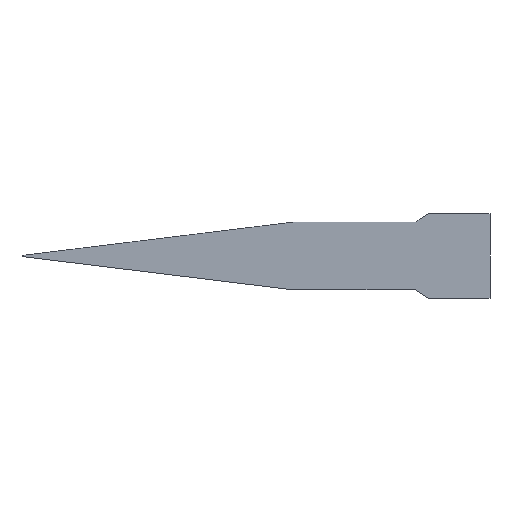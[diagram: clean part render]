
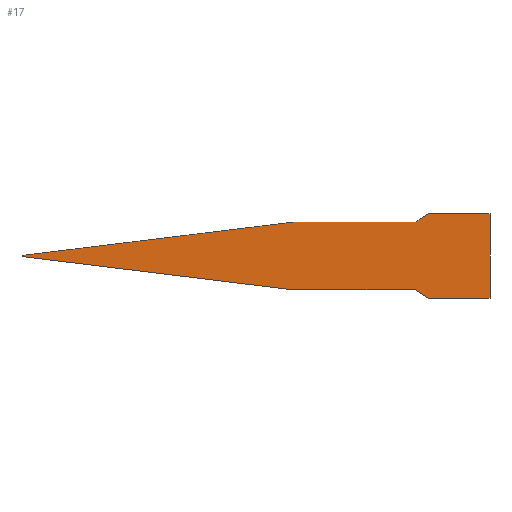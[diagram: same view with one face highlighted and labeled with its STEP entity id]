
A CAD part, top view. The second image highlights one B-rep face of the part: STEP entity #17.
In plain terms, the highlighted planar face has unit normal (0, 0, 1).
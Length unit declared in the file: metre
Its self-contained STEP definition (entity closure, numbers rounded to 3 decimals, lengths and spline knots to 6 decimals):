
#17 = ADVANCED_FACE('',(#18),#32,.T.);
#18 = FACE_BOUND('',#19,.T.);
#19 = EDGE_LOOP('',(#20,#43,#60,#77,#93,#109,#125,#141,#157,#173,#189));
#20 = ORIENTED_EDGE('',*,*,#21,.F.);
#21 = EDGE_CURVE('',#22,#24,#26,.T.);
#22 = VERTEX_POINT('',#23);
#23 = CARTESIAN_POINT('',(2.195327,2.481365,0.));
#24 = VERTEX_POINT('',#25);
#25 = CARTESIAN_POINT('',(1118.01,139.48618,0.));
#26 = SURFACE_CURVE('',#27,(#31),.PCURVE_S1.);
#27 = LINE('',#28,#29);
#28 = CARTESIAN_POINT('',(2.195327,2.481365,0.));
#29 = VECTOR('',#30,1.);
#30 = DIRECTION('',(0.993,0.122,0.));
#31 = PCURVE('',#32,#37);
#32 = PLANE('',#33);
#33 = AXIS2_PLACEMENT_3D('',#34,#35,#36);
#34 = CARTESIAN_POINT('',(0.,0.,-0.));
#35 = DIRECTION('',(0.,0.,1.));
#36 = DIRECTION('',(1.,0.,-0.));
#37 = DEFINITIONAL_REPRESENTATION('',(#38),#42);
#38 = LINE('',#39,#40);
#39 = CARTESIAN_POINT('',(2.195,2.481));
#40 = VECTOR('',#41,1.);
#41 = DIRECTION('',(0.993,0.122));
#42 = ( GEOMETRIC_REPRESENTATION_CONTEXT(2) 
PARAMETRIC_REPRESENTATION_CONTEXT() REPRESENTATION_CONTEXT('2D SPACE',''
  ) );
#43 = ORIENTED_EDGE('',*,*,#44,.T.);
#44 = EDGE_CURVE('',#22,#45,#47,.T.);
#45 = VERTEX_POINT('',#46);
#46 = CARTESIAN_POINT('',(0.,0.,0.));
#47 = SURFACE_CURVE('',#48,(#53),.PCURVE_S1.);
#48 = CIRCLE('',#49,2.5);
#49 = AXIS2_PLACEMENT_3D('',#50,#51,#52);
#50 = CARTESIAN_POINT('',(2.5,0.,0.));
#51 = DIRECTION('',(0.,0.,1.));
#52 = DIRECTION('',(1.,0.,0.));
#53 = PCURVE('',#32,#54);
#54 = DEFINITIONAL_REPRESENTATION('',(#55),#59);
#55 = CIRCLE('',#56,2.5);
#56 = AXIS2_PLACEMENT_2D('',#57,#58);
#57 = CARTESIAN_POINT('',(2.5,0.));
#58 = DIRECTION('',(1.,0.));
#59 = ( GEOMETRIC_REPRESENTATION_CONTEXT(2) 
PARAMETRIC_REPRESENTATION_CONTEXT() REPRESENTATION_CONTEXT('2D SPACE',''
  ) );
#60 = ORIENTED_EDGE('',*,*,#61,.T.);
#61 = EDGE_CURVE('',#45,#62,#64,.T.);
#62 = VERTEX_POINT('',#63);
#63 = CARTESIAN_POINT('',(2.195327,-2.481365,
    0.));
#64 = SURFACE_CURVE('',#65,(#70),.PCURVE_S1.);
#65 = CIRCLE('',#66,2.5);
#66 = AXIS2_PLACEMENT_3D('',#67,#68,#69);
#67 = CARTESIAN_POINT('',(2.5,0.,0.));
#68 = DIRECTION('',(0.,0.,1.));
#69 = DIRECTION('',(0.,-1.,0.));
#70 = PCURVE('',#32,#71);
#71 = DEFINITIONAL_REPRESENTATION('',(#72),#76);
#72 = CIRCLE('',#73,2.5);
#73 = AXIS2_PLACEMENT_2D('',#74,#75);
#74 = CARTESIAN_POINT('',(2.5,0.));
#75 = DIRECTION('',(0.,-1.));
#76 = ( GEOMETRIC_REPRESENTATION_CONTEXT(2) 
PARAMETRIC_REPRESENTATION_CONTEXT() REPRESENTATION_CONTEXT('2D SPACE',''
  ) );
#77 = ORIENTED_EDGE('',*,*,#78,.T.);
#78 = EDGE_CURVE('',#62,#79,#81,.T.);
#79 = VERTEX_POINT('',#80);
#80 = CARTESIAN_POINT('',(1118.01,-139.48618,0.
    ));
#81 = SURFACE_CURVE('',#82,(#86),.PCURVE_S1.);
#82 = LINE('',#83,#84);
#83 = CARTESIAN_POINT('',(-18.013773,0.,0.));
#84 = VECTOR('',#85,1.);
#85 = DIRECTION('',(0.993,-0.122,0.));
#86 = PCURVE('',#32,#87);
#87 = DEFINITIONAL_REPRESENTATION('',(#88),#92);
#88 = LINE('',#89,#90);
#89 = CARTESIAN_POINT('',(-18.014,0.));
#90 = VECTOR('',#91,1.);
#91 = DIRECTION('',(0.993,-0.122));
#92 = ( GEOMETRIC_REPRESENTATION_CONTEXT(2) 
PARAMETRIC_REPRESENTATION_CONTEXT() REPRESENTATION_CONTEXT('2D SPACE',''
  ) );
#93 = ORIENTED_EDGE('',*,*,#94,.T.);
#94 = EDGE_CURVE('',#79,#95,#97,.T.);
#95 = VERTEX_POINT('',#96);
#96 = CARTESIAN_POINT('',(1618.01,-139.48618,0.
    ));
#97 = SURFACE_CURVE('',#98,(#102),.PCURVE_S1.);
#98 = LINE('',#99,#100);
#99 = CARTESIAN_POINT('',(1118.01,-139.48618,0.));
#100 = VECTOR('',#101,1.);
#101 = DIRECTION('',(1.,0.,0.));
#102 = PCURVE('',#32,#103);
#103 = DEFINITIONAL_REPRESENTATION('',(#104),#108);
#104 = LINE('',#105,#106);
#105 = CARTESIAN_POINT('',(1118.01,-139.486));
#106 = VECTOR('',#107,1.);
#107 = DIRECTION('',(1.,0.));
#108 = ( GEOMETRIC_REPRESENTATION_CONTEXT(2) 
PARAMETRIC_REPRESENTATION_CONTEXT() REPRESENTATION_CONTEXT('2D SPACE',''
  ) );
#109 = ORIENTED_EDGE('',*,*,#110,.T.);
#110 = EDGE_CURVE('',#95,#111,#113,.T.);
#111 = VERTEX_POINT('',#112);
#112 = CARTESIAN_POINT('',(1671.79,-174.41132,
    0.));
#113 = SURFACE_CURVE('',#114,(#118),.PCURVE_S1.);
#114 = LINE('',#115,#116);
#115 = CARTESIAN_POINT('',(1403.220118,0.,0.));
#116 = VECTOR('',#117,1.);
#117 = DIRECTION('',(0.839,-0.545,0.));
#118 = PCURVE('',#32,#119);
#119 = DEFINITIONAL_REPRESENTATION('',(#120),#124);
#120 = LINE('',#121,#122);
#121 = CARTESIAN_POINT('',(1403.22,0.));
#122 = VECTOR('',#123,1.);
#123 = DIRECTION('',(0.839,-0.545));
#124 = ( GEOMETRIC_REPRESENTATION_CONTEXT(2) 
PARAMETRIC_REPRESENTATION_CONTEXT() REPRESENTATION_CONTEXT('2D SPACE',''
  ) );
#125 = ORIENTED_EDGE('',*,*,#126,.T.);
#126 = EDGE_CURVE('',#111,#127,#129,.T.);
#127 = VERTEX_POINT('',#128);
#128 = CARTESIAN_POINT('',(1925.79,-174.41132,
    0.));
#129 = SURFACE_CURVE('',#130,(#134),.PCURVE_S1.);
#130 = LINE('',#131,#132);
#131 = CARTESIAN_POINT('',(1671.79,-174.41132,0.));
#132 = VECTOR('',#133,1.);
#133 = DIRECTION('',(1.,0.,0.));
#134 = PCURVE('',#32,#135);
#135 = DEFINITIONAL_REPRESENTATION('',(#136),#140);
#136 = LINE('',#137,#138);
#137 = CARTESIAN_POINT('',(1671.79,-174.411));
#138 = VECTOR('',#139,1.);
#139 = DIRECTION('',(1.,0.));
#140 = ( GEOMETRIC_REPRESENTATION_CONTEXT(2) 
PARAMETRIC_REPRESENTATION_CONTEXT() REPRESENTATION_CONTEXT('2D SPACE',''
  ) );
#141 = ORIENTED_EDGE('',*,*,#142,.F.);
#142 = EDGE_CURVE('',#143,#127,#145,.T.);
#143 = VERTEX_POINT('',#144);
#144 = CARTESIAN_POINT('',(1925.79,174.41132,0.));
#145 = SURFACE_CURVE('',#146,(#150),.PCURVE_S1.);
#146 = LINE('',#147,#148);
#147 = CARTESIAN_POINT('',(1925.79,0.,0.));
#148 = VECTOR('',#149,1.);
#149 = DIRECTION('',(0.,-1.,0.));
#150 = PCURVE('',#32,#151);
#151 = DEFINITIONAL_REPRESENTATION('',(#152),#156);
#152 = LINE('',#153,#154);
#153 = CARTESIAN_POINT('',(1925.79,0.));
#154 = VECTOR('',#155,1.);
#155 = DIRECTION('',(0.,-1.));
#156 = ( GEOMETRIC_REPRESENTATION_CONTEXT(2) 
PARAMETRIC_REPRESENTATION_CONTEXT() REPRESENTATION_CONTEXT('2D SPACE',''
  ) );
#157 = ORIENTED_EDGE('',*,*,#158,.F.);
#158 = EDGE_CURVE('',#159,#143,#161,.T.);
#159 = VERTEX_POINT('',#160);
#160 = CARTESIAN_POINT('',(1671.79,174.41132,0.));
#161 = SURFACE_CURVE('',#162,(#166),.PCURVE_S1.);
#162 = LINE('',#163,#164);
#163 = CARTESIAN_POINT('',(1671.79,174.41132,0.));
#164 = VECTOR('',#165,1.);
#165 = DIRECTION('',(1.,0.,0.));
#166 = PCURVE('',#32,#167);
#167 = DEFINITIONAL_REPRESENTATION('',(#168),#172);
#168 = LINE('',#169,#170);
#169 = CARTESIAN_POINT('',(1671.79,174.411));
#170 = VECTOR('',#171,1.);
#171 = DIRECTION('',(1.,0.));
#172 = ( GEOMETRIC_REPRESENTATION_CONTEXT(2) 
PARAMETRIC_REPRESENTATION_CONTEXT() REPRESENTATION_CONTEXT('2D SPACE',''
  ) );
#173 = ORIENTED_EDGE('',*,*,#174,.F.);
#174 = EDGE_CURVE('',#175,#159,#177,.T.);
#175 = VERTEX_POINT('',#176);
#176 = CARTESIAN_POINT('',(1618.01,139.48618,0.));
#177 = SURFACE_CURVE('',#178,(#182),.PCURVE_S1.);
#178 = LINE('',#179,#180);
#179 = CARTESIAN_POINT('',(1618.01,139.48618,0.));
#180 = VECTOR('',#181,1.);
#181 = DIRECTION('',(0.839,0.545,0.));
#182 = PCURVE('',#32,#183);
#183 = DEFINITIONAL_REPRESENTATION('',(#184),#188);
#184 = LINE('',#185,#186);
#185 = CARTESIAN_POINT('',(1618.01,139.486));
#186 = VECTOR('',#187,1.);
#187 = DIRECTION('',(0.839,0.545));
#188 = ( GEOMETRIC_REPRESENTATION_CONTEXT(2) 
PARAMETRIC_REPRESENTATION_CONTEXT() REPRESENTATION_CONTEXT('2D SPACE',''
  ) );
#189 = ORIENTED_EDGE('',*,*,#190,.F.);
#190 = EDGE_CURVE('',#24,#175,#191,.T.);
#191 = SURFACE_CURVE('',#192,(#196),.PCURVE_S1.);
#192 = LINE('',#193,#194);
#193 = CARTESIAN_POINT('',(1118.01,139.48618,0.));
#194 = VECTOR('',#195,1.);
#195 = DIRECTION('',(1.,0.,0.));
#196 = PCURVE('',#32,#197);
#197 = DEFINITIONAL_REPRESENTATION('',(#198),#202);
#198 = LINE('',#199,#200);
#199 = CARTESIAN_POINT('',(1118.01,139.486));
#200 = VECTOR('',#201,1.);
#201 = DIRECTION('',(1.,0.));
#202 = ( GEOMETRIC_REPRESENTATION_CONTEXT(2) 
PARAMETRIC_REPRESENTATION_CONTEXT() REPRESENTATION_CONTEXT('2D SPACE',''
  ) );
